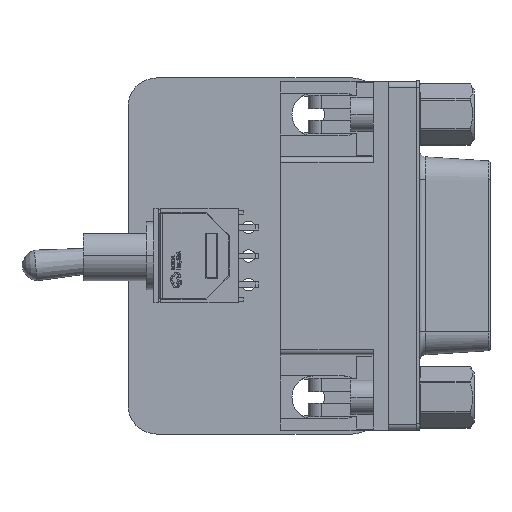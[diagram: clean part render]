
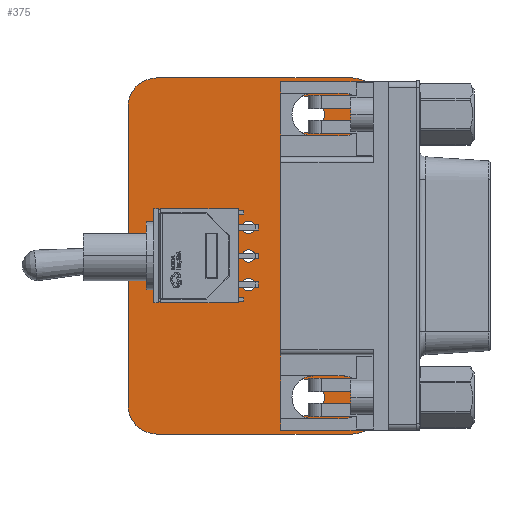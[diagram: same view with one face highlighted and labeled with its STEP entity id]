
A CAD part, top view. The second image highlights one B-rep face of the part: STEP entity #375.
In plain terms, the highlighted planar face has unit normal (0, 0, 1).
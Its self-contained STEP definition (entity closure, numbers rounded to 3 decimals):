
#50 = VERTEX_POINT('',#51);
#51 = CARTESIAN_POINT('',(-3.035,-6.096,1.6
    ));
#57 = EDGE_CURVE('',#50,#58,#60,.T.);
#58 = VERTEX_POINT('',#59);
#59 = CARTESIAN_POINT('',(-0.508,-3.569,1.6
    ));
#60 = CIRCLE('',#61,2.527);
#61 = AXIS2_PLACEMENT_3D('',#62,#63,#64);
#62 = CARTESIAN_POINT('',(-0.508,-6.096,1.6
    ));
#63 = DIRECTION('',(0.,0.,-1.));
#64 = DIRECTION('',(-1.,0.,0.));
#92 = VERTEX_POINT('',#93);
#93 = CARTESIAN_POINT('',(-3.035,-32.512,1.6
    ));
#99 = EDGE_CURVE('',#92,#50,#100,.T.);
#100 = LINE('',#101,#102);
#101 = CARTESIAN_POINT('',(-3.035,-32.512,
    1.6));
#102 = VECTOR('',#103,1.);
#103 = DIRECTION('',(0.,1.,0.));
#121 = EDGE_CURVE('',#58,#122,#124,.T.);
#122 = VERTEX_POINT('',#123);
#123 = CARTESIAN_POINT('',(16.764,-3.569,
    1.6));
#124 = LINE('',#125,#126);
#125 = CARTESIAN_POINT('',(-0.508,-3.569,
    1.6));
#126 = VECTOR('',#127,1.);
#127 = DIRECTION('',(1.,0.,0.));
#375 = ADVANCED_FACE('',(#376,#422,#433,#444,#455,#466,#477,#488,#499,
    #510,#521,#532,#543,#554,#565,#576,#587),#598,.F.);
#376 = FACE_BOUND('',#377,.F.);
#377 = EDGE_LOOP('',(#378,#379,#380,#389,#397,#406,#414,#421));
#378 = ORIENTED_EDGE('',*,*,#57,.T.);
#379 = ORIENTED_EDGE('',*,*,#121,.T.);
#380 = ORIENTED_EDGE('',*,*,#381,.T.);
#381 = EDGE_CURVE('',#122,#382,#384,.T.);
#382 = VERTEX_POINT('',#383);
#383 = CARTESIAN_POINT('',(19.291,-6.096,
    1.6));
#384 = CIRCLE('',#385,2.527);
#385 = AXIS2_PLACEMENT_3D('',#386,#387,#388);
#386 = CARTESIAN_POINT('',(16.764,-6.096,
    1.6));
#387 = DIRECTION('',(0.,0.,-1.));
#388 = DIRECTION('',(0.,1.,0.));
#389 = ORIENTED_EDGE('',*,*,#390,.T.);
#390 = EDGE_CURVE('',#382,#391,#393,.T.);
#391 = VERTEX_POINT('',#392);
#392 = CARTESIAN_POINT('',(19.291,-32.512,
    1.6));
#393 = LINE('',#394,#395);
#394 = CARTESIAN_POINT('',(19.291,-6.096,
    1.6));
#395 = VECTOR('',#396,1.);
#396 = DIRECTION('',(0.,-1.,0.));
#397 = ORIENTED_EDGE('',*,*,#398,.T.);
#398 = EDGE_CURVE('',#391,#399,#401,.T.);
#399 = VERTEX_POINT('',#400);
#400 = CARTESIAN_POINT('',(16.764,-35.039,
    1.6));
#401 = CIRCLE('',#402,2.527);
#402 = AXIS2_PLACEMENT_3D('',#403,#404,#405);
#403 = CARTESIAN_POINT('',(16.764,-32.512,
    1.6));
#404 = DIRECTION('',(0.,0.,-1.));
#405 = DIRECTION('',(1.,0.,0.));
#406 = ORIENTED_EDGE('',*,*,#407,.T.);
#407 = EDGE_CURVE('',#399,#408,#410,.T.);
#408 = VERTEX_POINT('',#409);
#409 = CARTESIAN_POINT('',(-0.508,-35.039,
    1.6));
#410 = LINE('',#411,#412);
#411 = CARTESIAN_POINT('',(16.764,-35.039,
    1.6));
#412 = VECTOR('',#413,1.);
#413 = DIRECTION('',(-1.,0.,0.));
#414 = ORIENTED_EDGE('',*,*,#415,.T.);
#415 = EDGE_CURVE('',#408,#92,#416,.T.);
#416 = CIRCLE('',#417,2.527);
#417 = AXIS2_PLACEMENT_3D('',#418,#419,#420);
#418 = CARTESIAN_POINT('',(-0.508,-32.512,
    1.6));
#419 = DIRECTION('',(0.,0.,-1.));
#420 = DIRECTION('',(0.,-1.,-0.));
#421 = ORIENTED_EDGE('',*,*,#99,.T.);
#422 = FACE_BOUND('',#423,.F.);
#423 = EDGE_LOOP('',(#424));
#424 = ORIENTED_EDGE('',*,*,#425,.T.);
#425 = EDGE_CURVE('',#426,#426,#428,.T.);
#426 = VERTEX_POINT('',#427);
#427 = CARTESIAN_POINT('',(14.325,-31.804,
    1.6));
#428 = CIRCLE('',#429,1.625);
#429 = AXIS2_PLACEMENT_3D('',#430,#431,#432);
#430 = CARTESIAN_POINT('',(12.7,-31.804,
    1.6));
#431 = DIRECTION('',(0.,0.,1.));
#432 = DIRECTION('',(1.,0.,-0.));
#433 = FACE_BOUND('',#434,.F.);
#434 = EDGE_LOOP('',(#435));
#435 = ORIENTED_EDGE('',*,*,#436,.T.);
#436 = EDGE_CURVE('',#437,#437,#439,.T.);
#437 = VERTEX_POINT('',#438);
#438 = CARTESIAN_POINT('',(14.67,-23.444,
    1.6));
#439 = CIRCLE('',#440,0.55);
#440 = AXIS2_PLACEMENT_3D('',#441,#442,#443);
#441 = CARTESIAN_POINT('',(14.12,-23.444,1.6
    ));
#442 = DIRECTION('',(0.,0.,1.));
#443 = DIRECTION('',(1.,0.,-0.));
#444 = FACE_BOUND('',#445,.F.);
#445 = EDGE_LOOP('',(#446));
#446 = ORIENTED_EDGE('',*,*,#447,.T.);
#447 = EDGE_CURVE('',#448,#448,#450,.T.);
#448 = VERTEX_POINT('',#449);
#449 = CARTESIAN_POINT('',(14.67,-20.684,1.6
    ));
#450 = CIRCLE('',#451,0.55);
#451 = AXIS2_PLACEMENT_3D('',#452,#453,#454);
#452 = CARTESIAN_POINT('',(14.12,-20.684,1.6)
  );
#453 = DIRECTION('',(0.,0.,1.));
#454 = DIRECTION('',(1.,0.,-0.));
#455 = FACE_BOUND('',#456,.F.);
#456 = EDGE_LOOP('',(#457));
#457 = ORIENTED_EDGE('',*,*,#458,.T.);
#458 = EDGE_CURVE('',#459,#459,#461,.T.);
#459 = VERTEX_POINT('',#460);
#460 = CARTESIAN_POINT('',(11.83,-24.824,1.6
    ));
#461 = CIRCLE('',#462,0.55);
#462 = AXIS2_PLACEMENT_3D('',#463,#464,#465);
#463 = CARTESIAN_POINT('',(11.28,-24.824,1.6
    ));
#464 = DIRECTION('',(0.,0.,1.));
#465 = DIRECTION('',(1.,0.,-0.));
#466 = FACE_BOUND('',#467,.F.);
#467 = EDGE_LOOP('',(#468));
#468 = ORIENTED_EDGE('',*,*,#469,.T.);
#469 = EDGE_CURVE('',#470,#470,#472,.T.);
#470 = VERTEX_POINT('',#471);
#471 = CARTESIAN_POINT('',(11.83,-22.064,
    1.6));
#472 = CIRCLE('',#473,0.55);
#473 = AXIS2_PLACEMENT_3D('',#474,#475,#476);
#474 = CARTESIAN_POINT('',(11.28,-22.064,
    1.6));
#475 = DIRECTION('',(0.,0.,1.));
#476 = DIRECTION('',(1.,0.,-0.));
#477 = FACE_BOUND('',#478,.F.);
#478 = EDGE_LOOP('',(#479));
#479 = ORIENTED_EDGE('',*,*,#480,.T.);
#480 = EDGE_CURVE('',#481,#481,#483,.T.);
#481 = VERTEX_POINT('',#482);
#482 = CARTESIAN_POINT('',(11.83,-19.304,
    1.6));
#483 = CIRCLE('',#484,0.55);
#484 = AXIS2_PLACEMENT_3D('',#485,#486,#487);
#485 = CARTESIAN_POINT('',(11.28,-19.304,
    1.6));
#486 = DIRECTION('',(0.,0.,1.));
#487 = DIRECTION('',(1.,0.,-0.));
#488 = FACE_BOUND('',#489,.F.);
#489 = EDGE_LOOP('',(#490));
#490 = ORIENTED_EDGE('',*,*,#491,.T.);
#491 = EDGE_CURVE('',#492,#492,#494,.T.);
#492 = VERTEX_POINT('',#493);
#493 = CARTESIAN_POINT('',(8.17,-21.844,1.6
    ));
#494 = CIRCLE('',#495,0.55);
#495 = AXIS2_PLACEMENT_3D('',#496,#497,#498);
#496 = CARTESIAN_POINT('',(7.62,-21.844,1.6)
  );
#497 = DIRECTION('',(0.,0.,1.));
#498 = DIRECTION('',(1.,0.,-0.));
#499 = FACE_BOUND('',#500,.F.);
#500 = EDGE_LOOP('',(#501));
#501 = ORIENTED_EDGE('',*,*,#502,.T.);
#502 = EDGE_CURVE('',#503,#503,#505,.T.);
#503 = VERTEX_POINT('',#504);
#504 = CARTESIAN_POINT('',(3.09,-21.844,1.6
    ));
#505 = CIRCLE('',#506,0.55);
#506 = AXIS2_PLACEMENT_3D('',#507,#508,#509);
#507 = CARTESIAN_POINT('',(2.54,-21.844,1.6)
  );
#508 = DIRECTION('',(0.,0.,1.));
#509 = DIRECTION('',(1.,0.,-0.));
#510 = FACE_BOUND('',#511,.F.);
#511 = EDGE_LOOP('',(#512));
#512 = ORIENTED_EDGE('',*,*,#513,.T.);
#513 = EDGE_CURVE('',#514,#514,#516,.T.);
#514 = VERTEX_POINT('',#515);
#515 = CARTESIAN_POINT('',(14.67,-17.924,
    1.6));
#516 = CIRCLE('',#517,0.55);
#517 = AXIS2_PLACEMENT_3D('',#518,#519,#520);
#518 = CARTESIAN_POINT('',(14.12,-17.924,1.6
    ));
#519 = DIRECTION('',(0.,0.,1.));
#520 = DIRECTION('',(1.,0.,-0.));
#521 = FACE_BOUND('',#522,.F.);
#522 = EDGE_LOOP('',(#523));
#523 = ORIENTED_EDGE('',*,*,#524,.T.);
#524 = EDGE_CURVE('',#525,#525,#527,.T.);
#525 = VERTEX_POINT('',#526);
#526 = CARTESIAN_POINT('',(14.67,-15.164,
    1.6));
#527 = CIRCLE('',#528,0.55);
#528 = AXIS2_PLACEMENT_3D('',#529,#530,#531);
#529 = CARTESIAN_POINT('',(14.12,-15.164,1.6
    ));
#530 = DIRECTION('',(0.,0.,1.));
#531 = DIRECTION('',(1.,0.,-0.));
#532 = FACE_BOUND('',#533,.F.);
#533 = EDGE_LOOP('',(#534));
#534 = ORIENTED_EDGE('',*,*,#535,.T.);
#535 = EDGE_CURVE('',#536,#536,#538,.T.);
#536 = VERTEX_POINT('',#537);
#537 = CARTESIAN_POINT('',(11.83,-16.544,
    1.6));
#538 = CIRCLE('',#539,0.55);
#539 = AXIS2_PLACEMENT_3D('',#540,#541,#542);
#540 = CARTESIAN_POINT('',(11.28,-16.544,
    1.6));
#541 = DIRECTION('',(0.,0.,1.));
#542 = DIRECTION('',(1.,0.,-0.));
#543 = FACE_BOUND('',#544,.F.);
#544 = EDGE_LOOP('',(#545));
#545 = ORIENTED_EDGE('',*,*,#546,.T.);
#546 = EDGE_CURVE('',#547,#547,#549,.T.);
#547 = VERTEX_POINT('',#548);
#548 = CARTESIAN_POINT('',(11.83,-13.784,
    1.6));
#549 = CIRCLE('',#550,0.55);
#550 = AXIS2_PLACEMENT_3D('',#551,#552,#553);
#551 = CARTESIAN_POINT('',(11.28,-13.784,
    1.6));
#552 = DIRECTION('',(0.,0.,1.));
#553 = DIRECTION('',(1.,0.,-0.));
#554 = FACE_BOUND('',#555,.F.);
#555 = EDGE_LOOP('',(#556));
#556 = ORIENTED_EDGE('',*,*,#557,.T.);
#557 = EDGE_CURVE('',#558,#558,#560,.T.);
#558 = VERTEX_POINT('',#559);
#559 = CARTESIAN_POINT('',(14.325,-6.804,
    1.6));
#560 = CIRCLE('',#561,1.625);
#561 = AXIS2_PLACEMENT_3D('',#562,#563,#564);
#562 = CARTESIAN_POINT('',(12.7,-6.804,
    1.6));
#563 = DIRECTION('',(0.,0.,1.));
#564 = DIRECTION('',(1.,0.,-0.));
#565 = FACE_BOUND('',#566,.F.);
#566 = EDGE_LOOP('',(#567));
#567 = ORIENTED_EDGE('',*,*,#568,.T.);
#568 = EDGE_CURVE('',#569,#569,#571,.T.);
#569 = VERTEX_POINT('',#570);
#570 = CARTESIAN_POINT('',(8.17,-19.304,1.6
    ));
#571 = CIRCLE('',#572,0.55);
#572 = AXIS2_PLACEMENT_3D('',#573,#574,#575);
#573 = CARTESIAN_POINT('',(7.62,-19.304,1.6)
  );
#574 = DIRECTION('',(0.,0.,1.));
#575 = DIRECTION('',(1.,0.,-0.));
#576 = FACE_BOUND('',#577,.F.);
#577 = EDGE_LOOP('',(#578));
#578 = ORIENTED_EDGE('',*,*,#579,.T.);
#579 = EDGE_CURVE('',#580,#580,#582,.T.);
#580 = VERTEX_POINT('',#581);
#581 = CARTESIAN_POINT('',(8.17,-16.764,1.6
    ));
#582 = CIRCLE('',#583,0.55);
#583 = AXIS2_PLACEMENT_3D('',#584,#585,#586);
#584 = CARTESIAN_POINT('',(7.62,-16.764,1.6)
  );
#585 = DIRECTION('',(0.,0.,1.));
#586 = DIRECTION('',(1.,0.,-0.));
#587 = FACE_BOUND('',#588,.F.);
#588 = EDGE_LOOP('',(#589));
#589 = ORIENTED_EDGE('',*,*,#590,.T.);
#590 = EDGE_CURVE('',#591,#591,#593,.T.);
#591 = VERTEX_POINT('',#592);
#592 = CARTESIAN_POINT('',(3.09,-16.764,1.6
    ));
#593 = CIRCLE('',#594,0.55);
#594 = AXIS2_PLACEMENT_3D('',#595,#596,#597);
#595 = CARTESIAN_POINT('',(2.54,-16.764,1.6)
  );
#596 = DIRECTION('',(0.,0.,1.));
#597 = DIRECTION('',(1.,0.,-0.));
#598 = PLANE('',#599);
#599 = AXIS2_PLACEMENT_3D('',#600,#601,#602);
#600 = CARTESIAN_POINT('',(8.128,-19.304,1.6
    ));
#601 = DIRECTION('',(-0.,-0.,-1.));
#602 = DIRECTION('',(-1.,0.,0.));
